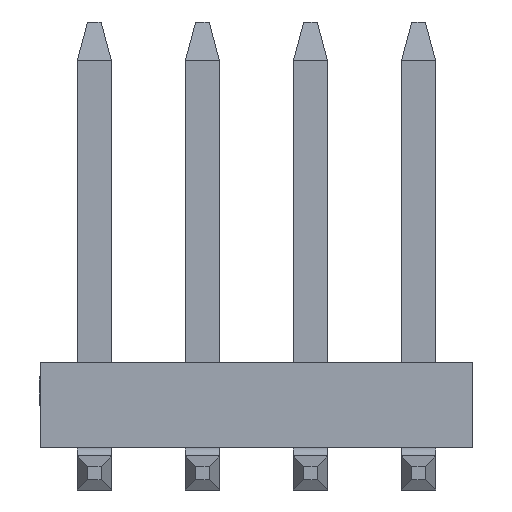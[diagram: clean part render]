
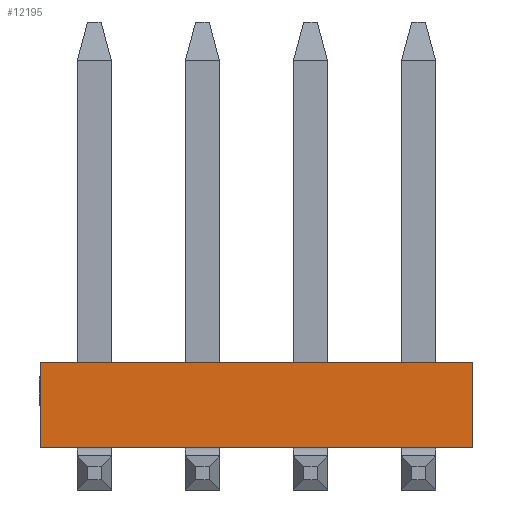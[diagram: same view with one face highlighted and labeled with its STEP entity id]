
A CAD part, front view. The second image highlights one B-rep face of the part: STEP entity #12195.
In plain terms, the highlighted planar face has unit normal (0, -1, 0).
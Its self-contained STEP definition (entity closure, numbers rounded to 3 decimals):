
#138 = DIRECTION ( 'NONE',  ( 1., 0., 0. ) ) ;
#143 = CARTESIAN_POINT ( 'NONE',  ( -2.54, -1.7, 1. ) ) ;
#200 = CARTESIAN_POINT ( 'NONE',  ( -2.54, -1.7, 0. ) ) ;
#1345 = DIRECTION ( 'NONE',  ( 1., 0., 0. ) ) ;
#1522 = EDGE_LOOP ( 'NONE', ( #3321, #9792, #6787, #8095 ) ) ;
#1781 = FACE_OUTER_BOUND ( 'NONE', #1522, .T. ) ;
#2034 = CARTESIAN_POINT ( 'NONE',  ( -2.54, -1.7, 0. ) ) ;
#2207 = DIRECTION ( 'NONE',  ( 0., 1., 0. ) ) ;
#2356 = LINE ( 'NONE', #200, #9234 ) ;
#3196 = VERTEX_POINT ( 'NONE', #2034 ) ;
#3321 = ORIENTED_EDGE ( 'NONE', *, *, #7110, .T. ) ;
#3469 = EDGE_CURVE ( 'NONE', #9008, #13521, #12463, .T. ) ;
#4352 = CARTESIAN_POINT ( 'NONE',  ( 2.54, -1.7, 0. ) ) ;
#4520 = VECTOR ( 'NONE', #5396, 1000. ) ;
#5081 = LINE ( 'NONE', #8282, #13550 ) ;
#5396 = DIRECTION ( 'NONE',  ( 0., 0., 1. ) ) ;
#5502 = EDGE_CURVE ( 'NONE', #12770, #13521, #10465, .T. ) ;
#6787 = ORIENTED_EDGE ( 'NONE', *, *, #5502, .F. ) ;
#7110 = EDGE_CURVE ( 'NONE', #3196, #9008, #2356, .T. ) ;
#8095 = ORIENTED_EDGE ( 'NONE', *, *, #8434, .F. ) ;
#8282 = CARTESIAN_POINT ( 'NONE',  ( -2.54, -1.7, 0. ) ) ;
#8434 = EDGE_CURVE ( 'NONE', #3196, #12770, #5081, .T. ) ;
#9008 = VERTEX_POINT ( 'NONE', #11369 ) ;
#9234 = VECTOR ( 'NONE', #138, 1000. ) ;
#9792 = ORIENTED_EDGE ( 'NONE', *, *, #3469, .T. ) ;
#9894 = VECTOR ( 'NONE', #1345, 1000. ) ;
#10465 = LINE ( 'NONE', #143, #9894 ) ;
#11369 = CARTESIAN_POINT ( 'NONE',  ( 2.54, -1.7, 0. ) ) ;
#12099 = CARTESIAN_POINT ( 'NONE',  ( -2.54, -1.7, 1. ) ) ;
#12195 = ADVANCED_FACE ( 'NONE', ( #1781 ), #13145, .F. ) ;
#12234 = DIRECTION ( 'NONE',  ( 0., 0., 1. ) ) ;
#12463 = LINE ( 'NONE', #4352, #4520 ) ;
#12770 = VERTEX_POINT ( 'NONE', #12099 ) ;
#13029 = CARTESIAN_POINT ( 'NONE',  ( 2.54, -1.7, 1. ) ) ;
#13103 = AXIS2_PLACEMENT_3D ( 'NONE', #14627, #2207, #12234 ) ;
#13145 = PLANE ( 'NONE',  #13103 ) ;
#13521 = VERTEX_POINT ( 'NONE', #13029 ) ;
#13550 = VECTOR ( 'NONE', #14169, 1000. ) ;
#14169 = DIRECTION ( 'NONE',  ( 0., 0., 1. ) ) ;
#14627 = CARTESIAN_POINT ( 'NONE',  ( -2.54, -1.7, 1. ) ) ;
